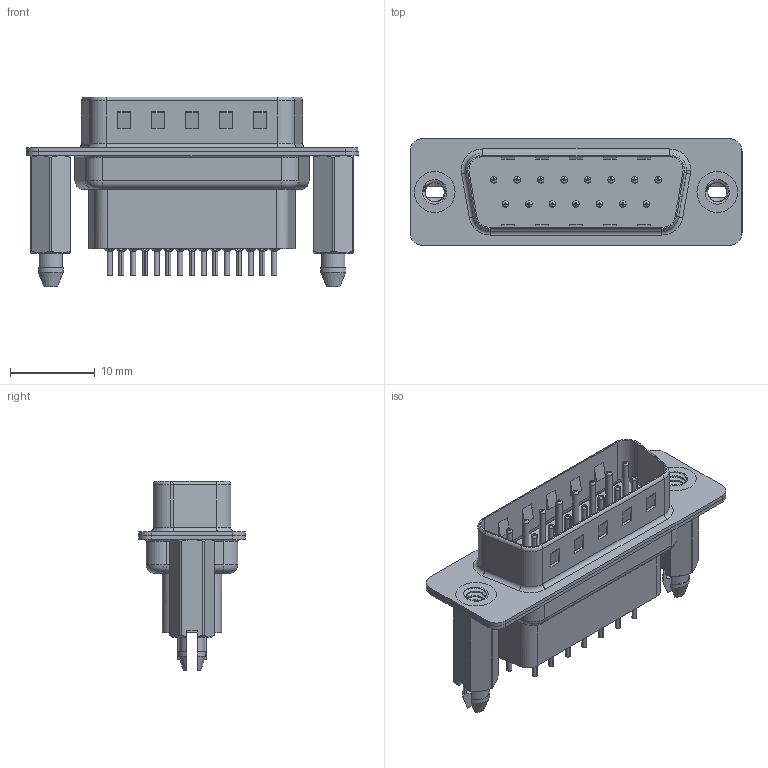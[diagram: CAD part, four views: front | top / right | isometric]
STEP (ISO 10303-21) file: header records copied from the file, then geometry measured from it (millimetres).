
FILE_DESCRIPTION (( 'STEP AP203' ), '1' );
FILE_NAME ('627-015-221-556.STEP', '2018-10-04T01:39:02', ( '' ), ( '' ), 'SwSTEP 2.0', 'SolidWorks 2016', '' );
FILE_SCHEMA (( 'CONFIG_CONTROL_DESIGN' ));
Length unit declared in the file: millimetre
Products named in the file (7): 627 Housing_15 HP; 627 Shell Front_15 Contacts; 627 Shell Rear_15 Contacts; 627 Contact Row 1_21H; 627 Contact Row 2_21H; 627 4-40 Threaded Boardlock_HP; 627-015-221-556
Assembly tree (20 placements, depth 2):
  627-015-221-556
    627 Housing_15 HP
    627 Shell Front_15 Contacts
    627 Shell Rear_15 Contacts
    627 Contact Row 1_21H  x8
    627 Contact Row 2_21H  x7
    627 4-40 Threaded Boardlock_HP  x2
Bounding box: 39.15 x 12.6 x 22.4 mm (x, y, z)
Volume: 2884.8 mm3; surface area: 7348.6 mm2
Topology: 20 solids, 20 shells, 1918 faces, 5005 edges, 3151 vertices
Faces by surface type: cylinder 754, plane 531, torus 461, cone 166, bspline 6
Entity records: 23956 total; most frequent: CARTESIAN_POINT 6489, DIRECTION 3587, ORIENTED_EDGE 3370, EDGE_CURVE 1685, AXIS2_PLACEMENT_3D 1411, VERTEX_POINT 1074, VECTOR 765, LINE 765
